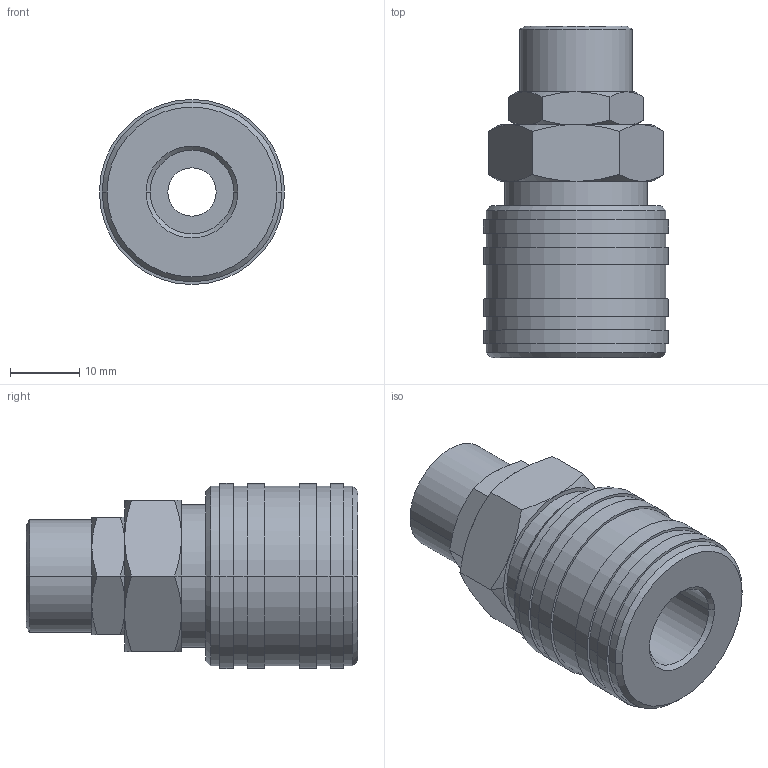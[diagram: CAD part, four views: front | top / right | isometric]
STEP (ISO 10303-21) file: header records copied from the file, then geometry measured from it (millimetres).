
FILE_DESCRIPTION(('STEP AP214'),'1');
FILE_NAME('ESEG_812_TQAB.stp','2020-08-17T11:38:08',('TraceParts'),('TraceParts S.A.'),'Spatial InterOp 3D',' ',' ');
FILE_SCHEMA(('AUTOMOTIVE_DESIGN { 1 0 10303 214 1 1 1 1 }'));
Length unit declared in the file: millimetre
Products named in the file (1): ESEG_812_TQAB
Bounding box: 26.8 x 48 x 26.8 mm (x, y, z)
Volume: 16200.7 mm3; surface area: 6135.2 mm2
Topology: 1 solids, 1 shells, 96 faces, 206 edges, 126 vertices
Faces by surface type: cone 40, cylinder 28, plane 28
Entity records: 3430 total; most frequent: CARTESIAN_POINT 621, DIRECTION 448, ORIENTED_EDGE 412, EDGE_CURVE 206, AXIS2_PLACEMENT_3D 193, VERTEX_POINT 126, EDGE_LOOP 112, STYLED_ITEM 96
